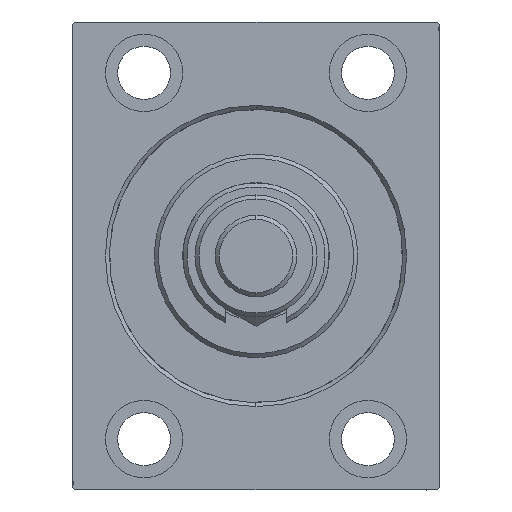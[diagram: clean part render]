
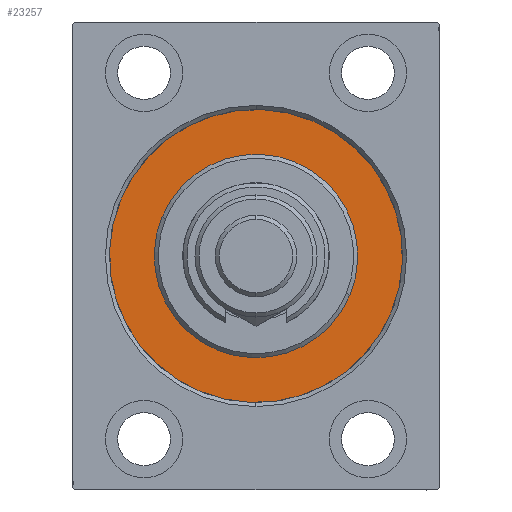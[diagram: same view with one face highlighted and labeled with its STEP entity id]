
A CAD part, left-side view. The second image highlights one B-rep face of the part: STEP entity #23257.
In plain terms, the highlighted face is planar.
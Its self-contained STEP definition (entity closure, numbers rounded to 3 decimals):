
#483 = CIRCLE ( 'NONE', #6533, 36. ) ;
#5595 = AXIS2_PLACEMENT_3D ( 'NONE', #26178, #20019, #23328 ) ;
#6523 = FACE_BOUND ( 'NONE', #19478, .T. ) ;
#6533 = AXIS2_PLACEMENT_3D ( 'NONE', #29487, #12218, #14836 ) ;
#6742 = DIRECTION ( 'NONE',  ( 0., 0., 1. ) ) ;
#6813 = VERTEX_POINT ( 'NONE', #35772 ) ;
#9650 = EDGE_LOOP ( 'NONE', ( #39168, #46082 ) ) ;
#10337 = VERTEX_POINT ( 'NONE', #13493 ) ;
#10527 = CARTESIAN_POINT ( 'NONE',  ( 0., 0., 0. ) ) ;
#12218 = DIRECTION ( 'NONE',  ( -1., 0., 0. ) ) ;
#13442 = EDGE_CURVE ( 'NONE', #6813, #32420, #43747, .T. ) ;
#13493 = CARTESIAN_POINT ( 'NONE',  ( 0., 0., 36. ) ) ;
#14603 = DIRECTION ( 'NONE',  ( 0., 0., 1. ) ) ;
#14666 = CIRCLE ( 'NONE', #5595, 25. ) ;
#14836 = DIRECTION ( 'NONE',  ( 0., 0., 1. ) ) ;
#15802 = AXIS2_PLACEMENT_3D ( 'NONE', #24192, #31520, #42628 ) ;
#16992 = VERTEX_POINT ( 'NONE', #40481 ) ;
#19478 = EDGE_LOOP ( 'NONE', ( #46714, #29240 ) ) ;
#19618 = EDGE_CURVE ( 'NONE', #10337, #16992, #42403, .T. ) ;
#20019 = DIRECTION ( 'NONE',  ( 1., 0., 0. ) ) ;
#20942 = FACE_OUTER_BOUND ( 'NONE', #9650, .T. ) ;
#21224 = DIRECTION ( 'NONE',  ( -1., 0., 0. ) ) ;
#23257 = ADVANCED_FACE ( 'NONE', ( #6523, #20942 ), #24732, .F. ) ;
#23328 = DIRECTION ( 'NONE',  ( 0., 0., -1. ) ) ;
#24192 = CARTESIAN_POINT ( 'NONE',  ( 0., 0., 0. ) ) ;
#24560 = EDGE_CURVE ( 'NONE', #32420, #6813, #14666, .T. ) ;
#24732 = PLANE ( 'NONE',  #38013 ) ;
#26178 = CARTESIAN_POINT ( 'NONE',  ( 0., 0., 0. ) ) ;
#29240 = ORIENTED_EDGE ( 'NONE', *, *, #13442, .F. ) ;
#29487 = CARTESIAN_POINT ( 'NONE',  ( 0., 0., 0. ) ) ;
#31520 = DIRECTION ( 'NONE',  ( 1., 0., 0. ) ) ;
#32420 = VERTEX_POINT ( 'NONE', #42084 ) ;
#33552 = EDGE_CURVE ( 'NONE', #16992, #10337, #483, .T. ) ;
#35772 = CARTESIAN_POINT ( 'NONE',  ( 0., 0., -25. ) ) ;
#38013 = AXIS2_PLACEMENT_3D ( 'NONE', #10527, #39123, #6742 ) ;
#39123 = DIRECTION ( 'NONE',  ( -1., 0., 0. ) ) ;
#39168 = ORIENTED_EDGE ( 'NONE', *, *, #33552, .F. ) ;
#39393 = AXIS2_PLACEMENT_3D ( 'NONE', #46536, #21224, #14603 ) ;
#40481 = CARTESIAN_POINT ( 'NONE',  ( 0., 0., -36. ) ) ;
#42084 = CARTESIAN_POINT ( 'NONE',  ( 0., 0., 25. ) ) ;
#42403 = CIRCLE ( 'NONE', #39393, 36. ) ;
#42628 = DIRECTION ( 'NONE',  ( 0., 0., -1. ) ) ;
#43747 = CIRCLE ( 'NONE', #15802, 25. ) ;
#46082 = ORIENTED_EDGE ( 'NONE', *, *, #19618, .F. ) ;
#46536 = CARTESIAN_POINT ( 'NONE',  ( 0., 0., 0. ) ) ;
#46714 = ORIENTED_EDGE ( 'NONE', *, *, #24560, .F. ) ;
